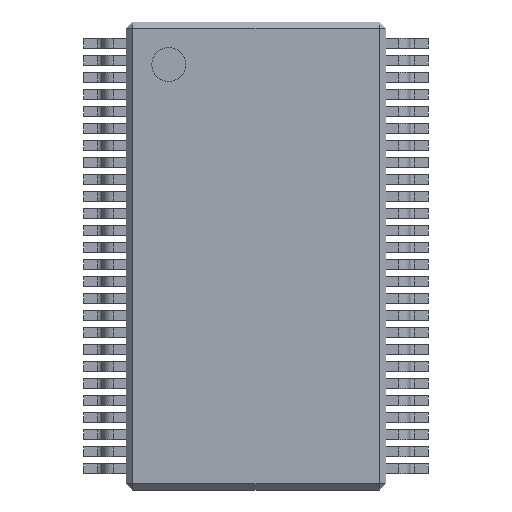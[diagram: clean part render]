
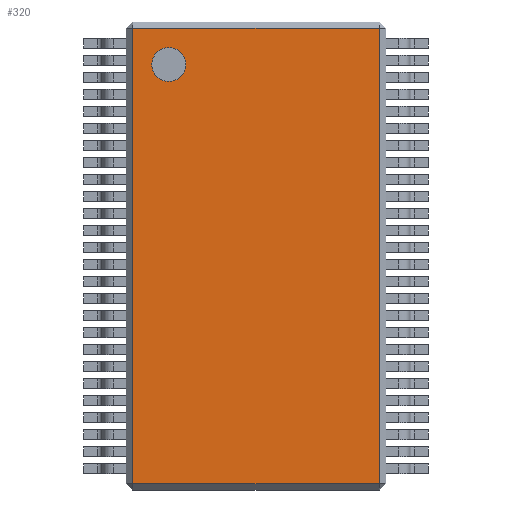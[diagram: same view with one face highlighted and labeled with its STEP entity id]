
A CAD part, top view. The second image highlights one B-rep face of the part: STEP entity #320.
In plain terms, the highlighted planar face has unit normal (0, 0, 1).
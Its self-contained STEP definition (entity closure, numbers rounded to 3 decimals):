
#13=DIRECTION('',(0.,0.,1.));
#14=DIRECTION('',(1.,0.,0.));
#115=VECTOR('',#116,1.);
#116=DIRECTION('',(0.,1.,0.));
#190=VERTEX_POINT('',#191);
#191=CARTESIAN_POINT('',(-2.9,-5.35,1.2));
#198=VERTEX_POINT('',#199);
#199=CARTESIAN_POINT('',(-2.9,5.35,1.2));
#204=ORIENTED_EDGE('',*,*,#205,.F.);
#205=EDGE_CURVE('',#190,#198,#206,.T.);
#206=LINE('',#207,#115);
#207=CARTESIAN_POINT('',(-2.9,-5.5,1.2));
#277=VECTOR('',#14,1.);
#320=ADVANCED_FACE('',(#321,#339),#348,.T.);
#321=FACE_BOUND('',#322,.T.);
#322=EDGE_LOOP('',(#204,#323,#329,#335));
#323=ORIENTED_EDGE('',*,*,#324,.T.);
#324=EDGE_CURVE('',#190,#325,#327,.T.);
#325=VERTEX_POINT('',#326);
#326=CARTESIAN_POINT('',(2.9,-5.35,1.2));
#327=LINE('',#328,#277);
#328=CARTESIAN_POINT('',(-3.05,-5.35,1.2));
#329=ORIENTED_EDGE('',*,*,#330,.T.);
#330=EDGE_CURVE('',#325,#331,#333,.T.);
#331=VERTEX_POINT('',#332);
#332=CARTESIAN_POINT('',(2.9,5.35,1.2));
#333=LINE('',#334,#115);
#334=CARTESIAN_POINT('',(2.9,-5.5,1.2));
#335=ORIENTED_EDGE('',*,*,#336,.F.);
#336=EDGE_CURVE('',#198,#331,#337,.T.);
#337=LINE('',#338,#277);
#338=CARTESIAN_POINT('',(-3.05,5.35,1.2));
#339=FACE_BOUND('',#340,.T.);
#340=EDGE_LOOP('',(#341));
#341=ORIENTED_EDGE('',*,*,#342,.F.);
#342=EDGE_CURVE('',#343,#343,#345,.T.);
#343=VERTEX_POINT('',#344);
#344=CARTESIAN_POINT('',(-1.65,4.5,1.2));
#345=CIRCLE('',#346,0.4);
#346=AXIS2_PLACEMENT_3D('',#347,#13,#14);
#347=CARTESIAN_POINT('',(-2.05,4.5,1.2));
#348=PLANE('',#349);
#349=AXIS2_PLACEMENT_3D('',#350,#13,#14);
#350=CARTESIAN_POINT('',(-3.05,-5.5,1.2));
